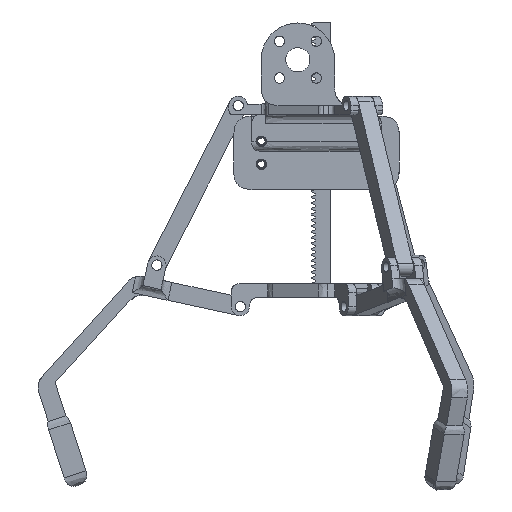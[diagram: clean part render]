
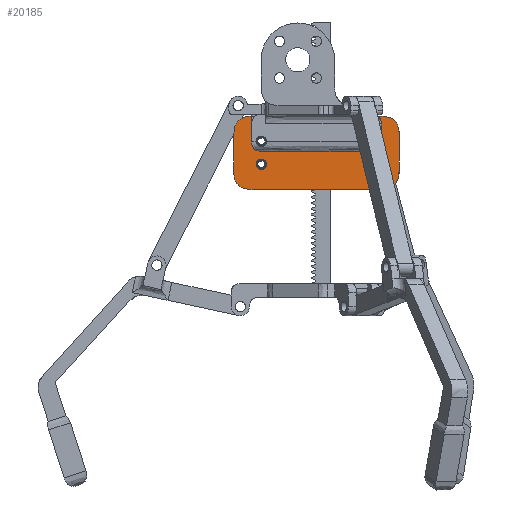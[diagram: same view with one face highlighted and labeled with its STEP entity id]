
A CAD part, left-side view. The second image highlights one B-rep face of the part: STEP entity #20185.
In plain terms, the highlighted face is planar.
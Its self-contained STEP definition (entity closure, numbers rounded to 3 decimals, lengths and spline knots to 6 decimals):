
#923=B_SPLINE_CURVE_WITH_KNOTS('',3,(#27816,#27817,#27818,#27819,#27820,
#27821,#27822,#27823,#27824,#27825,#27826),.UNSPECIFIED.,.F.,.F.,(4,1,1,
1,1,1,1,1,4),(0.,0.125,0.25,0.375,0.5,0.625,0.75,0.875,1.),
 .QUASI_UNIFORM_KNOTS.);
#925=B_SPLINE_CURVE_WITH_KNOTS('',3,(#27865,#27866,#27867,#27868,#27869,
#27870,#27871,#27872,#27873,#27874,#27875),.UNSPECIFIED.,.F.,.F.,(4,1,1,
1,1,1,1,1,4),(0.,0.125,0.25,0.375,0.5,0.625,0.75,0.875,1.),
 .QUASI_UNIFORM_KNOTS.);
#926=B_SPLINE_CURVE_WITH_KNOTS('',3,(#27903,#27904,#27905,#27906,#27907,
#27908,#27909,#27910,#27911,#27912,#27913),.UNSPECIFIED.,.F.,.F.,(4,1,1,
1,1,1,1,1,4),(0.,0.125,0.25,0.375,0.5,0.625,0.75,0.875,1.),
 .QUASI_UNIFORM_KNOTS.);
#927=B_SPLINE_CURVE_WITH_KNOTS('',3,(#27944,#27945,#27946,#27947,#27948,
#27949,#27950,#27951,#27952,#27953,#27954),.UNSPECIFIED.,.F.,.F.,(4,1,1,
1,1,1,1,1,4),(0.,0.125,0.25,0.375,0.5,0.625,0.75,0.875,1.),
 .QUASI_UNIFORM_KNOTS.);
#1418=LINE('',#27781,#3209);
#1423=LINE('',#27832,#3214);
#1426=LINE('',#27879,#3217);
#1431=LINE('',#27917,#3222);
#3209=VECTOR('',#22972,1.);
#3214=VECTOR('',#22979,1.);
#3217=VECTOR('',#22984,1.);
#3222=VECTOR('',#22991,1.);
#5045=ORIENTED_EDGE('',*,*,#11265,.F.);
#5046=ORIENTED_EDGE('',*,*,#11242,.F.);
#5047=ORIENTED_EDGE('',*,*,#11246,.F.);
#5048=ORIENTED_EDGE('',*,*,#11249,.F.);
#5049=ORIENTED_EDGE('',*,*,#11252,.F.);
#5050=ORIENTED_EDGE('',*,*,#11254,.F.);
#5051=ORIENTED_EDGE('',*,*,#11258,.F.);
#5052=ORIENTED_EDGE('',*,*,#11260,.F.);
#5053=ORIENTED_EDGE('',*,*,#11264,.F.);
#5054=ORIENTED_EDGE('',*,*,#11263,.F.);
#5055=ORIENTED_EDGE('',*,*,#11261,.F.);
#5056=ORIENTED_EDGE('',*,*,#11266,.F.);
#11242=EDGE_CURVE('',#14360,#14361,#1418,.T.);
#11246=EDGE_CURVE('',#14363,#14360,#923,.T.);
#11249=EDGE_CURVE('',#14365,#14363,#1423,.T.);
#11252=EDGE_CURVE('',#14367,#14365,#925,.T.);
#11254=EDGE_CURVE('',#14368,#14367,#1426,.T.);
#11258=EDGE_CURVE('',#14370,#14368,#926,.T.);
#11260=EDGE_CURVE('',#14371,#14370,#1431,.T.);
#11261=EDGE_CURVE('',#14372,#14372,#16528,.T.);
#11263=EDGE_CURVE('',#14374,#14374,#16530,.T.);
#11264=EDGE_CURVE('',#14361,#14371,#927,.T.);
#11265=EDGE_CURVE('',#14375,#14375,#16531,.T.);
#11266=EDGE_CURVE('',#14376,#14376,#16532,.T.);
#14360=VERTEX_POINT('',#27780);
#14361=VERTEX_POINT('',#27782);
#14363=VERTEX_POINT('',#27815);
#14365=VERTEX_POINT('',#27831);
#14367=VERTEX_POINT('',#27864);
#14368=VERTEX_POINT('',#27878);
#14370=VERTEX_POINT('',#27902);
#14371=VERTEX_POINT('',#27916);
#14372=VERTEX_POINT('',#27920);
#14374=VERTEX_POINT('',#27925);
#14375=VERTEX_POINT('',#27957);
#14376=VERTEX_POINT('',#27960);
#16528=CIRCLE('',#21469,0.00225);
#16530=CIRCLE('',#21472,0.00225);
#16531=CIRCLE('',#21474,0.00225);
#16532=CIRCLE('',#21476,0.00225);
#17052=EDGE_LOOP('',(#5045));
#17053=EDGE_LOOP('',(#5046,#5047,#5048,#5049,#5050,#5051,#5052,#5053));
#17054=EDGE_LOOP('',(#5054));
#17055=EDGE_LOOP('',(#5055));
#17056=EDGE_LOOP('',(#5056));
#18317=FACE_BOUND('',#17052,.T.);
#18318=FACE_BOUND('',#17053,.T.);
#18319=FACE_BOUND('',#17054,.T.);
#18320=FACE_BOUND('',#17055,.T.);
#18321=FACE_BOUND('',#17056,.T.);
#19568=PLANE('',#21478);
#20185=ADVANCED_FACE('',(#18317,#18318,#18319,#18320,#18321),#19568,.T.);
#21469=AXIS2_PLACEMENT_3D('',#27919,#22994,#22995);
#21472=AXIS2_PLACEMENT_3D('',#27924,#23000,#23001);
#21474=AXIS2_PLACEMENT_3D('',#27956,#23004,#23005);
#21476=AXIS2_PLACEMENT_3D('',#27959,#23008,#23009);
#21478=AXIS2_PLACEMENT_3D('',#27963,#23012,#23013);
#22972=DIRECTION('',(-1.,0.,0.));
#22979=DIRECTION('',(0.,0.,1.));
#22984=DIRECTION('',(1.,0.,0.));
#22991=DIRECTION('',(0.,0.,-1.));
#22994=DIRECTION('',(0.,1.,0.));
#22995=DIRECTION('',(0.,0.,1.));
#23000=DIRECTION('',(0.,1.,0.));
#23001=DIRECTION('',(0.,0.,1.));
#23004=DIRECTION('',(0.,1.,0.));
#23005=DIRECTION('',(0.,0.,1.));
#23008=DIRECTION('',(0.,1.,0.));
#23009=DIRECTION('',(0.,0.,1.));
#23012=DIRECTION('',(0.,1.,0.));
#23013=DIRECTION('',(-1.,0.,0.));
#27780=CARTESIAN_POINT('',(0.028,0.018,0.016));
#27781=CARTESIAN_POINT('',(-0.010925,0.018,0.016));
#27782=CARTESIAN_POINT('',(-0.028,0.018,0.016));
#27815=CARTESIAN_POINT('',(0.036,0.018,0.008));
#27816=CARTESIAN_POINT('',(0.036,0.018,0.008));
#27817=CARTESIAN_POINT('',(0.036,0.018,0.008541));
#27818=CARTESIAN_POINT('',(0.035946,0.018,0.009624));
#27819=CARTESIAN_POINT('',(0.035641,0.018,0.011223));
#27820=CARTESIAN_POINT('',(0.035034,0.018,0.01274));
#27821=CARTESIAN_POINT('',(0.034056,0.018,0.014056));
#27822=CARTESIAN_POINT('',(0.03274,0.018,0.015034));
#27823=CARTESIAN_POINT('',(0.031223,0.018,0.015641));
#27824=CARTESIAN_POINT('',(0.029624,0.018,0.015946));
#27825=CARTESIAN_POINT('',(0.028541,0.018,0.016));
#27826=CARTESIAN_POINT('',(0.028,0.018,0.016));
#27831=CARTESIAN_POINT('',(0.036,0.018,-0.008));
#27832=CARTESIAN_POINT('',(0.036,0.018,0.));
#27864=CARTESIAN_POINT('',(0.028,0.018,-0.016));
#27865=CARTESIAN_POINT('',(0.028,0.018,-0.016));
#27866=CARTESIAN_POINT('',(0.028541,0.018,-0.016));
#27867=CARTESIAN_POINT('',(0.029624,0.018,-0.015946));
#27868=CARTESIAN_POINT('',(0.031223,0.018,-0.015641));
#27869=CARTESIAN_POINT('',(0.03274,0.018,-0.015034));
#27870=CARTESIAN_POINT('',(0.034056,0.018,-0.014056));
#27871=CARTESIAN_POINT('',(0.035034,0.018,-0.01274));
#27872=CARTESIAN_POINT('',(0.035641,0.018,-0.011223));
#27873=CARTESIAN_POINT('',(0.035946,0.018,-0.009624));
#27874=CARTESIAN_POINT('',(0.036,0.018,-0.008541));
#27875=CARTESIAN_POINT('',(0.036,0.018,-0.008));
#27878=CARTESIAN_POINT('',(-0.028,0.018,-0.016));
#27879=CARTESIAN_POINT('',(-0.010925,0.018,-0.016));
#27902=CARTESIAN_POINT('',(-0.036,0.018,-0.008));
#27903=CARTESIAN_POINT('',(-0.036,0.018,-0.008));
#27904=CARTESIAN_POINT('',(-0.036,0.018,-0.008541));
#27905=CARTESIAN_POINT('',(-0.035946,0.018,-0.009624));
#27906=CARTESIAN_POINT('',(-0.035641,0.018,-0.011223));
#27907=CARTESIAN_POINT('',(-0.035034,0.018,-0.01274));
#27908=CARTESIAN_POINT('',(-0.034056,0.018,-0.014056));
#27909=CARTESIAN_POINT('',(-0.03274,0.018,-0.015034));
#27910=CARTESIAN_POINT('',(-0.031223,0.018,-0.015641));
#27911=CARTESIAN_POINT('',(-0.029624,0.018,-0.015946));
#27912=CARTESIAN_POINT('',(-0.028541,0.018,-0.016));
#27913=CARTESIAN_POINT('',(-0.028,0.018,-0.016));
#27916=CARTESIAN_POINT('',(-0.036,0.018,0.008));
#27917=CARTESIAN_POINT('',(-0.036,0.018,0.));
#27919=CARTESIAN_POINT('',(0.024,0.018,-0.005));
#27920=CARTESIAN_POINT('',(0.024,0.018,-0.00275));
#27924=CARTESIAN_POINT('',(-0.024,0.018,0.005));
#27925=CARTESIAN_POINT('',(-0.024,0.018,0.00725));
#27944=CARTESIAN_POINT('',(-0.028,0.018,0.016));
#27945=CARTESIAN_POINT('',(-0.028541,0.018,0.016));
#27946=CARTESIAN_POINT('',(-0.029624,0.018,0.015946));
#27947=CARTESIAN_POINT('',(-0.031223,0.018,0.015641));
#27948=CARTESIAN_POINT('',(-0.03274,0.018,0.015034));
#27949=CARTESIAN_POINT('',(-0.034056,0.018,0.014056));
#27950=CARTESIAN_POINT('',(-0.035034,0.018,0.01274));
#27951=CARTESIAN_POINT('',(-0.035641,0.018,0.011223));
#27952=CARTESIAN_POINT('',(-0.035946,0.018,0.009624));
#27953=CARTESIAN_POINT('',(-0.036,0.018,0.008541));
#27954=CARTESIAN_POINT('',(-0.036,0.018,0.008));
#27956=CARTESIAN_POINT('',(-0.024,0.018,-0.005));
#27957=CARTESIAN_POINT('',(-0.024,0.018,-0.00275));
#27959=CARTESIAN_POINT('',(0.024,0.018,0.005));
#27960=CARTESIAN_POINT('',(0.024,0.018,0.00725));
#27963=CARTESIAN_POINT('',(0.,0.018,0.));
